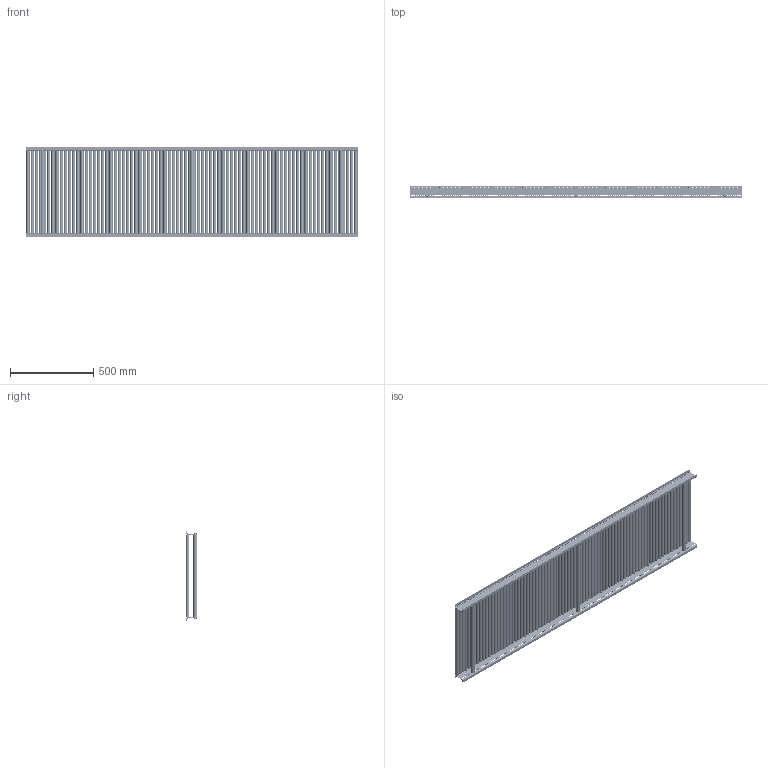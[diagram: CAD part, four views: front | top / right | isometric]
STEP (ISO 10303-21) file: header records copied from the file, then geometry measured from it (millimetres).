
FILE_DESCRIPTION (( 'STEP AP214' ), '1' );
FILE_NAME ('0051410.step', '2021-10-26T13:33:54', ( '' ), ( '' ), 'SwSTEP 2.0', 'SolidWorks 2020', '' );
FILE_SCHEMA (( 'AUTOMOTIVE_DESIGN' ));
Length unit declared in the file: millimetre
Products named in the file (8): Traversen_KFG_L500; S100994_Sperrzahnschraube_M08x16-8.8-A2K; 0026257_TYP-KUT50-20X1,5-6; KUT50-20x1,5-KU-A6_FA-EL=KFG_L=500; 0039777_Achse-ﾘ06-FA-KFG_L=520 f〉 D20; 0051410; 0017012_Tragrollenrohr-Ø20x1,5KU_KFG_L480; Profil_KRB-20x70x20x2_KFG_S100206_U-PROFIL-20-70-20-2-KRB-�20-L=2000
Assembly tree (95 placements, depth 3):
  0051410
    Profil_KRB-20x70x20x2_KFG_S100206_U-PROFIL-20-70-20-2-KRB-�20-L=2000  x2
    KUT50-20x1,5-KU-A6_FA-EL=KFG_L=500  x80
      0039777_Achse-ﾘ06-FA-KFG_L=520 f〉 D20
      0017012_Tragrollenrohr-Ø20x1,5KU_KFG_L480
      0026257_TYP-KUT50-20X1,5-6
    Traversen_KFG_L500  x3
    S100994_Sperrzahnschraube_M08x16-8.8-A2K  x6
Bounding box: 2000 x 71 x 540 mm (x, y, z)
Volume: 6606112 mm3; surface area: 6910342.7 mm2
Topology: 497 solids, 497 shells, 21168 faces, 50870 edges, 31822 vertices
Faces by surface type: cylinder 7890, plane 7030, bspline 2880, cone 2704, torus 664
Entity records: 33351 total; most frequent: CARTESIAN_POINT 5985, DIRECTION 5820, ORIENTED_EDGE 4900, AXIS2_PLACEMENT_3D 2478, EDGE_CURVE 2450, VERTEX_POINT 1606, EDGE_LOOP 1528, CIRCLE 1524
